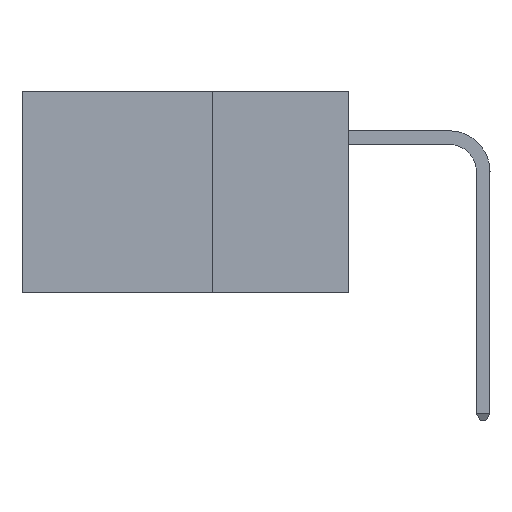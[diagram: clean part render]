
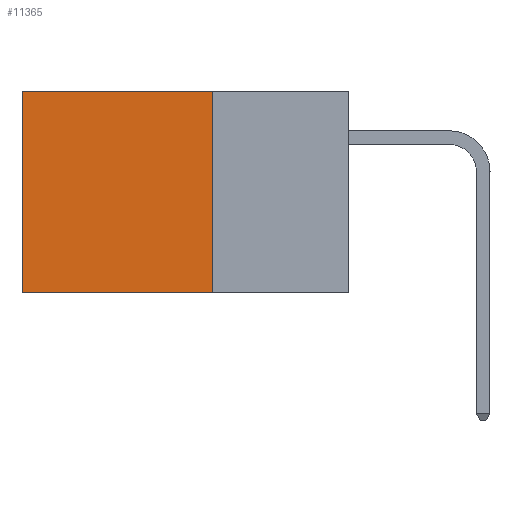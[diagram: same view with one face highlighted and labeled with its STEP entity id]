
A CAD part, left-side view. The second image highlights one B-rep face of the part: STEP entity #11365.
In plain terms, the highlighted planar face has unit normal (-1, 0, 0).
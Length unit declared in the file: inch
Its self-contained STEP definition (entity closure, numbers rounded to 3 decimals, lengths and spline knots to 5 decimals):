
#31 = VERTEX_POINT ( 'NONE', #9347 ) ;
#398 = EDGE_LOOP ( 'NONE', ( #9943, #5751, #6090, #1548 ) ) ;
#513 = DIRECTION ( 'NONE',  ( 0., 1., 0. ) ) ;
#536 = EDGE_CURVE ( 'NONE', #6372, #10047, #11453, .T. ) ;
#619 = VECTOR ( 'NONE', #1055, 39.37008 ) ;
#1055 = DIRECTION ( 'NONE',  ( 0., 0., -1. ) ) ;
#1203 = CARTESIAN_POINT ( 'NONE',  ( 0.2875, 0.25, 0. ) ) ;
#1240 = DIRECTION ( 'NONE',  ( 0., 1., 0. ) ) ;
#1548 = ORIENTED_EDGE ( 'NONE', *, *, #536, .T. ) ;
#1885 = AXIS2_PLACEMENT_3D ( 'NONE', #9385, #3626, #10251 ) ;
#2181 = VECTOR ( 'NONE', #1240, 39.37008 ) ;
#2878 = DIRECTION ( 'NONE',  ( 0., 0., -1. ) ) ;
#3626 = DIRECTION ( 'NONE',  ( 1., 0., 0. ) ) ;
#3688 = LINE ( 'NONE', #1203, #619 ) ;
#3831 = FACE_OUTER_BOUND ( 'NONE', #398, .T. ) ;
#4115 = LINE ( 'NONE', #8337, #2181 ) ;
#4898 = VERTEX_POINT ( 'NONE', #5314 ) ;
#5043 = CARTESIAN_POINT ( 'NONE',  ( 0.2875, 0.25, 0. ) ) ;
#5314 = CARTESIAN_POINT ( 'NONE',  ( 0.2875, 0.6, -0.37 ) ) ;
#5569 = EDGE_CURVE ( 'NONE', #6372, #31, #3688, .T. ) ;
#5751 = ORIENTED_EDGE ( 'NONE', *, *, #12417, .F. ) ;
#6090 = ORIENTED_EDGE ( 'NONE', *, *, #5569, .F. ) ;
#6372 = VERTEX_POINT ( 'NONE', #5043 ) ;
#7441 = PLANE ( 'NONE',  #1885 ) ;
#8337 = CARTESIAN_POINT ( 'NONE',  ( 0.2875, 0.25, -0.37 ) ) ;
#9117 = VECTOR ( 'NONE', #513, 39.37008 ) ;
#9223 = LINE ( 'NONE', #12173, #11020 ) ;
#9347 = CARTESIAN_POINT ( 'NONE',  ( 0.2875, 0.25, -0.37 ) ) ;
#9385 = CARTESIAN_POINT ( 'NONE',  ( 0.2875, 0.25, 0. ) ) ;
#9943 = ORIENTED_EDGE ( 'NONE', *, *, #10943, .T. ) ;
#10047 = VERTEX_POINT ( 'NONE', #11692 ) ;
#10251 = DIRECTION ( 'NONE',  ( 0., 0., -1. ) ) ;
#10604 = CARTESIAN_POINT ( 'NONE',  ( 0.2875, 0.25, 0. ) ) ;
#10943 = EDGE_CURVE ( 'NONE', #10047, #4898, #9223, .T. ) ;
#11020 = VECTOR ( 'NONE', #2878, 39.37008 ) ;
#11365 = ADVANCED_FACE ( 'NONE', ( #3831 ), #7441, .F. ) ;
#11453 = LINE ( 'NONE', #10604, #9117 ) ;
#11692 = CARTESIAN_POINT ( 'NONE',  ( 0.2875, 0.6, 0. ) ) ;
#12173 = CARTESIAN_POINT ( 'NONE',  ( 0.2875, 0.6, 0. ) ) ;
#12417 = EDGE_CURVE ( 'NONE', #31, #4898, #4115, .T. ) ;
